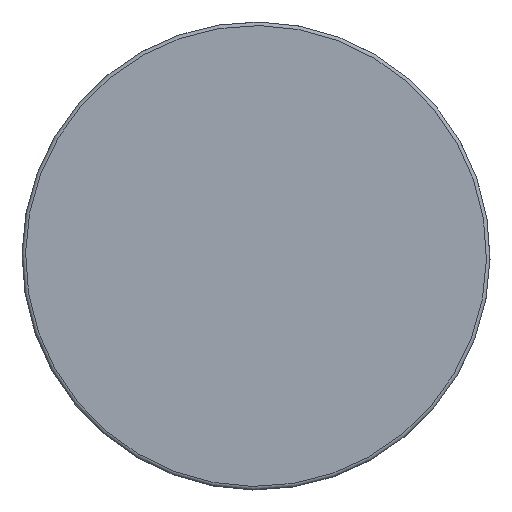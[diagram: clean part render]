
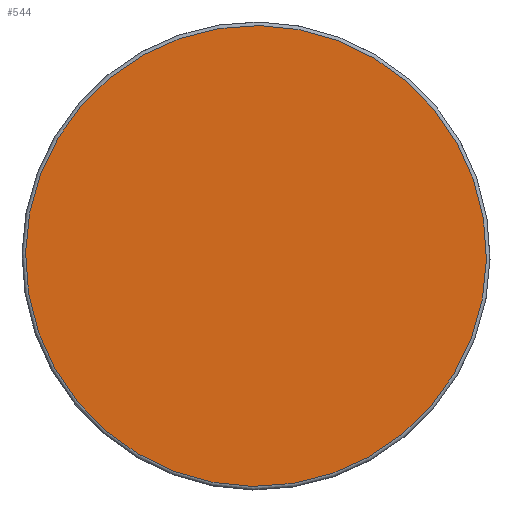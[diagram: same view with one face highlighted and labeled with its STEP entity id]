
A CAD part, front view. The second image highlights one B-rep face of the part: STEP entity #544.
In plain terms, the highlighted planar face has unit normal (0, -1, 0).
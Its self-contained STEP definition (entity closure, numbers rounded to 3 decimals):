
#91=FACE_OUTER_BOUND('',#120,.T.);
#120=EDGE_LOOP('',(#405,#406));
#173=CIRCLE('',#625,16.25);
#174=CIRCLE('',#626,16.25);
#219=VERTEX_POINT('',#904);
#220=VERTEX_POINT('',#905);
#286=EDGE_CURVE('',#219,#220,#173,.T.);
#287=EDGE_CURVE('',#220,#219,#174,.T.);
#405=ORIENTED_EDGE('',*,*,#286,.T.);
#406=ORIENTED_EDGE('',*,*,#287,.T.);
#494=PLANE('',#628);
#544=ADVANCED_FACE('',(#91),#494,.T.);
#625=AXIS2_PLACEMENT_3D('',#906,#751,#752);
#626=AXIS2_PLACEMENT_3D('',#907,#753,#754);
#628=AXIS2_PLACEMENT_3D('',#909,#757,#758);
#751=DIRECTION('center_axis',(0.,-1.,0.));
#752=DIRECTION('ref_axis',(0.873,0.,0.488));
#753=DIRECTION('center_axis',(0.,-1.,0.));
#754=DIRECTION('ref_axis',(0.873,0.,0.488));
#757=DIRECTION('center_axis',(0.,-1.,0.));
#758=DIRECTION('ref_axis',(0.488,0.,-0.873));
#904=CARTESIAN_POINT('',(14.179,-24.5,7.938));
#905=CARTESIAN_POINT('',(-7.938,-24.5,14.179));
#906=CARTESIAN_POINT('Origin',(0.,-24.5,0.));
#907=CARTESIAN_POINT('Origin',(0.,-24.5,0.));
#909=CARTESIAN_POINT('Origin',(7.09,-24.5,3.969));
